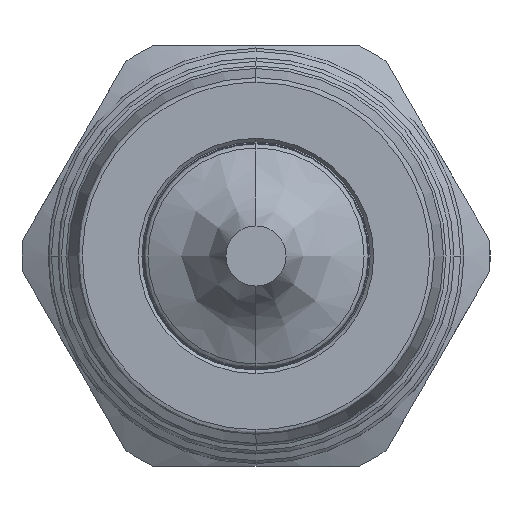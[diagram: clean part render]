
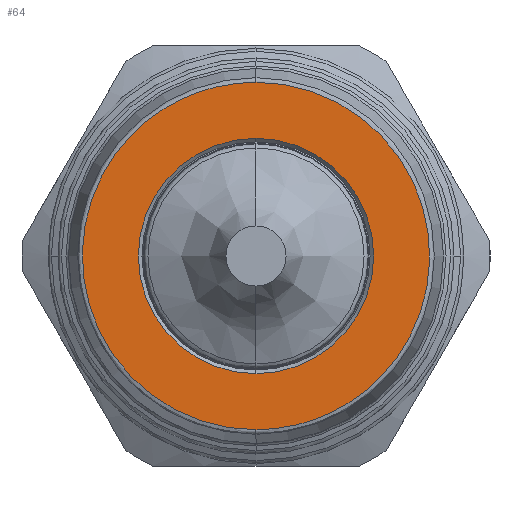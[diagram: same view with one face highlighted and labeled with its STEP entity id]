
A CAD part, left-side view. The second image highlights one B-rep face of the part: STEP entity #64.
In plain terms, the highlighted planar face has unit normal (-1, 0, 0).
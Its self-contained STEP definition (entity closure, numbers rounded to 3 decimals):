
#47 = EDGE_CURVE ( 'NONE', #1270, #1273, #503, .T. ) ;
#49 = EDGE_CURVE ( 'NONE', #1246, #1239, #2150, .T. ) ;
#64 = ADVANCED_FACE ( 'NONE', ( #523, #524 ), #1693, .T. ) ;
#219 = ORIENTED_EDGE ( 'NONE', *, *, #923, .F. ) ;
#220 = ORIENTED_EDGE ( 'NONE', *, *, #49, .F. ) ;
#221 = ORIENTED_EDGE ( 'NONE', *, *, #47, .T. ) ;
#222 = ORIENTED_EDGE ( 'NONE', *, *, #928, .T. ) ;
#396 = EDGE_LOOP ( 'NONE', ( #220, #219 ) ) ;
#397 = EDGE_LOOP ( 'NONE', ( #222, #221 ) ) ;
#503 = CIRCLE ( 'NONE', #849, 9.8 ) ;
#523 = FACE_BOUND ( 'NONE', #397, .T. ) ;
#524 = FACE_OUTER_BOUND ( 'NONE', #396, .T. ) ;
#714 = CIRCLE ( 'NONE', #987, 9.8 ) ;
#849 = AXIS2_PLACEMENT_3D ( 'NONE', #1592, #1595, #1594 ) ;
#872 = AXIS2_PLACEMENT_3D ( 'NONE', #1691, #1695, #1694 ) ;
#923 = EDGE_CURVE ( 'NONE', #1239, #1246, #2156, .T. ) ;
#928 = EDGE_CURVE ( 'NONE', #1273, #1270, #714, .T. ) ;
#987 = AXIS2_PLACEMENT_3D ( 'NONE', #1983, #1984, #1982 ) ;
#1128 = CARTESIAN_POINT ( 'NONE',  ( -46., 0., 9.8 ) ) ;
#1129 = CARTESIAN_POINT ( 'NONE',  ( -46., 0., -9.8 ) ) ;
#1157 = CARTESIAN_POINT ( 'NONE',  ( -46., 0., -14.471 ) ) ;
#1164 = CARTESIAN_POINT ( 'NONE',  ( -46., 0., 14.471 ) ) ;
#1239 = VERTEX_POINT ( 'NONE', #1164 ) ;
#1246 = VERTEX_POINT ( 'NONE', #1157 ) ;
#1270 = VERTEX_POINT ( 'NONE', #1129 ) ;
#1273 = VERTEX_POINT ( 'NONE', #1128 ) ;
#1592 = CARTESIAN_POINT ( 'NONE',  ( -46., 0., 0. ) ) ;
#1594 = DIRECTION ( 'NONE',  ( 0., 0., 1. ) ) ;
#1595 = DIRECTION ( 'NONE',  ( 1., 0., 0. ) ) ;
#1602 = CARTESIAN_POINT ( 'NONE',  ( -46., 0., -14.471 ) ) ;
#1603 = CARTESIAN_POINT ( 'NONE',  ( -46., 28.942, -14.471 ) ) ;
#1605 = CARTESIAN_POINT ( 'NONE',  ( -46., 28.942, 14.471 ) ) ;
#1606 = CARTESIAN_POINT ( 'NONE',  ( -46., 0., 14.471 ) ) ;
#1691 = CARTESIAN_POINT ( 'NONE',  ( -46., -35.429, 0. ) ) ;
#1693 = PLANE ( 'NONE',  #872 ) ;
#1694 = DIRECTION ( 'NONE',  ( 0., 0., 1. ) ) ;
#1695 = DIRECTION ( 'NONE',  ( -1., 0., 0. ) ) ;
#1982 = DIRECTION ( 'NONE',  ( 0., 0., 1. ) ) ;
#1983 = CARTESIAN_POINT ( 'NONE',  ( -46., 0., 0. ) ) ;
#1984 = DIRECTION ( 'NONE',  ( 1., 0., 0. ) ) ;
#1995 = CARTESIAN_POINT ( 'NONE',  ( -46., 0., -14.471 ) ) ;
#1996 = CARTESIAN_POINT ( 'NONE',  ( -46., -28.942, -14.471 ) ) ;
#1997 = CARTESIAN_POINT ( 'NONE',  ( -46., -28.942, 14.471 ) ) ;
#1999 = CARTESIAN_POINT ( 'NONE',  ( -46., 0., 14.471 ) ) ;
#2150 =( BOUNDED_CURVE ( )  B_SPLINE_CURVE ( 3, ( #1602, #1603, #1605, #1606 ),
 .UNSPECIFIED., .F., .T. ) 
 B_SPLINE_CURVE_WITH_KNOTS ( ( 4, 4 ),
 ( 0., 1. ),
 .UNSPECIFIED. ) 
 CURVE ( )  GEOMETRIC_REPRESENTATION_ITEM ( )  RATIONAL_B_SPLINE_CURVE ( ( 1., 0.333, 0.333, 1. ) ) 
 REPRESENTATION_ITEM ( '' )  );
#2156 =( BOUNDED_CURVE ( )  B_SPLINE_CURVE ( 3, ( #1999, #1997, #1996, #1995 ),
 .UNSPECIFIED., .F., .T. ) 
 B_SPLINE_CURVE_WITH_KNOTS ( ( 4, 4 ),
 ( 0., 1. ),
 .UNSPECIFIED. ) 
 CURVE ( )  GEOMETRIC_REPRESENTATION_ITEM ( )  RATIONAL_B_SPLINE_CURVE ( ( 1., 0.333, 0.333, 1. ) ) 
 REPRESENTATION_ITEM ( '' )  );
